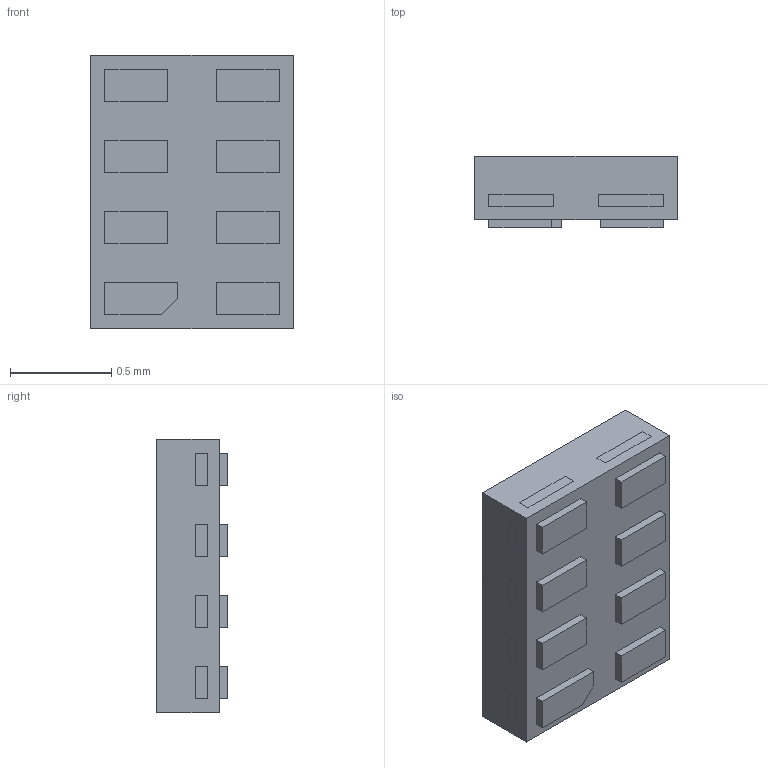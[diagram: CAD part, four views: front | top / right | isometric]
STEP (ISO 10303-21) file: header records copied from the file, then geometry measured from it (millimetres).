
FILE_DESCRIPTION (( 'STEP AP214' ), '1' );
FILE_NAME ('74LVC3G07GS,115.STEP', '2023-06-12T12:09:50', ( '' ), ( '' ), 'SwSTEP 2.0', 'SolidWorks 2021', '' );
FILE_SCHEMA (( 'AUTOMOTIVE_DESIGN' ));
Length unit declared in the file: millimetre
Products named in the file (1): 74LVC3G07GS,115
Bounding box: 1 x 0.35 x 1.35 mm (x, y, z)
Volume: 0.4 mm3; surface area: 7.8 mm2
Topology: 10 solids, 10 shells, 167 faces, 422 edges, 272 vertices
Faces by surface type: plane 163, cylinder 4
Entity records: 5043 total; most frequent: CARTESIAN_POINT 862, ORIENTED_EDGE 844, DIRECTION 766, EDGE_CURVE 422, VECTOR 414, LINE 414, VERTEX_POINT 272, EDGE_LOOP 188
